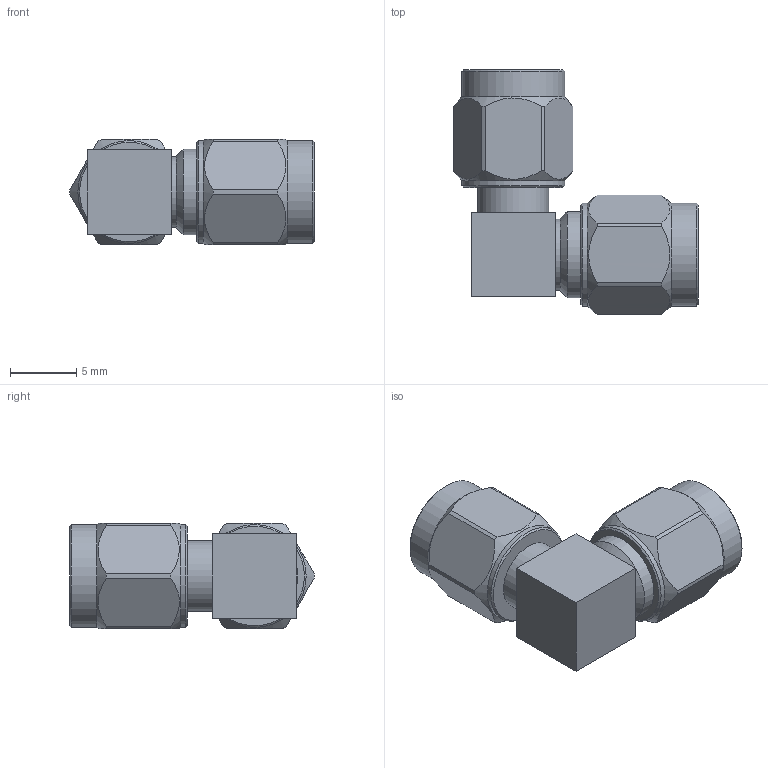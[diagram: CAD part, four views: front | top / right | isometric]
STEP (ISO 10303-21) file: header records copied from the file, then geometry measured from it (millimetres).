
FILE_DESCRIPTION (( 'STEP AP203' ), '1' );
FILE_NAME ('FMAD1116.step', '2020-03-11T15:53:58', ( '' ), ( '' ), 'SwSTEP 2.0', 'SolidWorks 2018', '' );
FILE_SCHEMA (( 'CONFIG_CONTROL_DESIGN' ));
Length unit declared in the file: inch
Products named in the file (1): FMAD1116
Bounding box: 18.47 x 18.47 x 7.94 mm (x, y, z)
Volume: 1066.3 mm3; surface area: 1233.8 mm2
Topology: 1 solids, 1 shells, 91 faces, 248 edges, 172 vertices
Faces by surface type: cylinder 39, plane 31, cone 13, bspline 8
Full cylindrical faces by diameter (mm): 0.94 x2, 1.194 x2, 4.445 x2, 5.334 x2, 6.35 x12, 6.492 x1, 7.762 x4
Entity records: 6618 total; most frequent: CARTESIAN_POINT 4745, ORIENTED_EDGE 398, DIRECTION 306, EDGE_CURVE 199, VERTEX_POINT 163, AXIS2_PLACEMENT_3D 135, EDGE_LOOP 120, FACE_OUTER_BOUND 96
